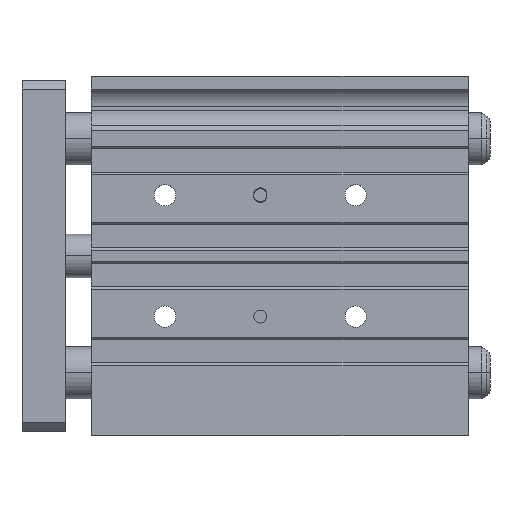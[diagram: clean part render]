
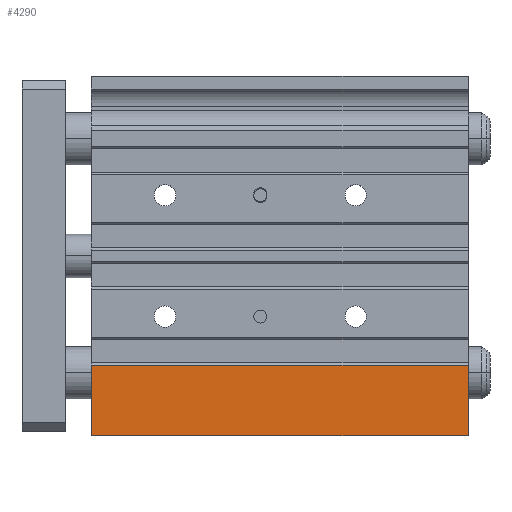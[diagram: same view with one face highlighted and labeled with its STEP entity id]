
A CAD part, top view. The second image highlights one B-rep face of the part: STEP entity #4290.
In plain terms, the highlighted planar face has unit normal (0, 0, 1).
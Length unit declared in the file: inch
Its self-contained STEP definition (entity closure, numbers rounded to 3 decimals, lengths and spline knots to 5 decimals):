
#192 = CARTESIAN_POINT ( 'NONE',  ( 3.4252, -1.63386, 0.70866 ) ) ;
#272 = CARTESIAN_POINT ( 'NONE',  ( 0., -0.99213, 0.70866 ) ) ;
#890 = ORIENTED_EDGE ( 'NONE', *, *, #1105, .F. ) ;
#1105 = EDGE_CURVE ( 'NONE', #7683, #6216, #4070, .T. ) ;
#1303 = ORIENTED_EDGE ( 'NONE', *, *, #10632, .T. ) ;
#1414 = ORIENTED_EDGE ( 'NONE', *, *, #2718, .F. ) ;
#2391 = ORIENTED_EDGE ( 'NONE', *, *, #7611, .T. ) ;
#2424 = CARTESIAN_POINT ( 'NONE',  ( 3.4252, -0.99213, 0.70866 ) ) ;
#2450 = VECTOR ( 'NONE', #3250, 39.37008 ) ;
#2482 = VECTOR ( 'NONE', #9803, 39.37008 ) ;
#2718 = EDGE_CURVE ( 'NONE', #6216, #6697, #4019, .T. ) ;
#2875 = CARTESIAN_POINT ( 'NONE',  ( 3.4252, -0.99213, 0.70866 ) ) ;
#3250 = DIRECTION ( 'NONE',  ( 0., -1., 0. ) ) ;
#4019 = LINE ( 'NONE', #6441, #2482 ) ;
#4070 = LINE ( 'NONE', #2424, #2450 ) ;
#4131 = LINE ( 'NONE', #8234, #6549 ) ;
#4290 = ADVANCED_FACE ( 'NONE', ( #6972 ), #7029, .F. ) ;
#4957 = AXIS2_PLACEMENT_3D ( 'NONE', #6211, #10598, #6470 ) ;
#5040 = EDGE_LOOP ( 'NONE', ( #1303, #1414, #890, #2391 ) ) ;
#5323 = CARTESIAN_POINT ( 'NONE',  ( 0., -1.63386, 0.70866 ) ) ;
#5992 = DIRECTION ( 'NONE',  ( 0., -1., 0. ) ) ;
#6211 = CARTESIAN_POINT ( 'NONE',  ( 3.4252, -0.99213, 0.70866 ) ) ;
#6216 = VERTEX_POINT ( 'NONE', #192 ) ;
#6441 = CARTESIAN_POINT ( 'NONE',  ( 3.4252, -1.63386, 0.70866 ) ) ;
#6470 = DIRECTION ( 'NONE',  ( 0., -1., 0. ) ) ;
#6549 = VECTOR ( 'NONE', #5992, 39.37008 ) ;
#6697 = VERTEX_POINT ( 'NONE', #5323 ) ;
#6972 = FACE_OUTER_BOUND ( 'NONE', #5040, .T. ) ;
#7029 = PLANE ( 'NONE',  #4957 ) ;
#7504 = VECTOR ( 'NONE', #7901, 39.37008 ) ;
#7611 = EDGE_CURVE ( 'NONE', #7683, #9613, #9454, .T. ) ;
#7683 = VERTEX_POINT ( 'NONE', #8843 ) ;
#7901 = DIRECTION ( 'NONE',  ( -1., 0., 0. ) ) ;
#8234 = CARTESIAN_POINT ( 'NONE',  ( 0., -0.99213, 0.70866 ) ) ;
#8843 = CARTESIAN_POINT ( 'NONE',  ( 3.4252, -0.99213, 0.70866 ) ) ;
#9454 = LINE ( 'NONE', #2875, #7504 ) ;
#9613 = VERTEX_POINT ( 'NONE', #272 ) ;
#9803 = DIRECTION ( 'NONE',  ( -1., 0., 0. ) ) ;
#10598 = DIRECTION ( 'NONE',  ( 0., 0., -1. ) ) ;
#10632 = EDGE_CURVE ( 'NONE', #9613, #6697, #4131, .T. ) ;
